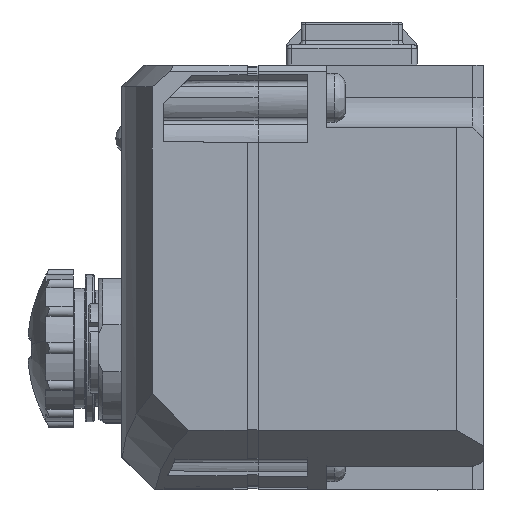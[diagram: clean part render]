
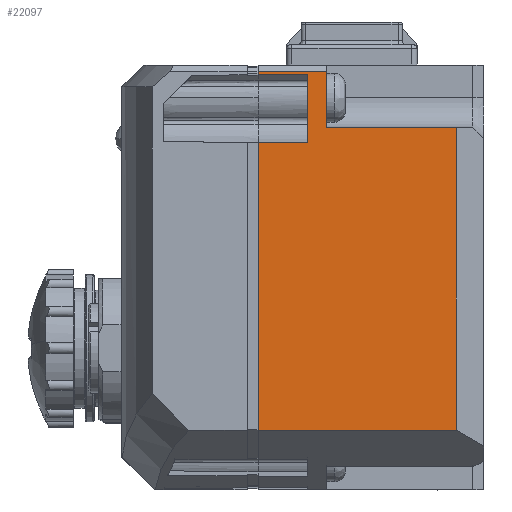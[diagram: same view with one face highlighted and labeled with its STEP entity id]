
A CAD part, left-side view. The second image highlights one B-rep face of the part: STEP entity #22097.
In plain terms, the highlighted planar face has unit normal (-1, 0, 0).
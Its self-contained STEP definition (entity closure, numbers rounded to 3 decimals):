
#48 = VERTEX_POINT ( 'NONE', #30955 ) ;
#272 = CARTESIAN_POINT ( 'NONE',  ( 31.3, 21.9, 19.401 ) ) ;
#362 = LINE ( 'NONE', #33040, #28916 ) ;
#422 = ORIENTED_EDGE ( 'NONE', *, *, #22303, .T. ) ;
#659 = ORIENTED_EDGE ( 'NONE', *, *, #13633, .T. ) ;
#792 = CARTESIAN_POINT ( 'NONE',  ( 31.3, 31., 19.65 ) ) ;
#825 = CARTESIAN_POINT ( 'NONE',  ( 31.3, 31., 13.1 ) ) ;
#1580 = CARTESIAN_POINT ( 'NONE',  ( 31.3, 24.7, 14.5 ) ) ;
#2183 = CARTESIAN_POINT ( 'NONE',  ( 31.3, 24.7, 19.65 ) ) ;
#2430 = DIRECTION ( 'NONE',  ( 0., 1., 0. ) ) ;
#2756 = LINE ( 'NONE', #23847, #16764 ) ;
#3241 = DIRECTION ( 'NONE',  ( 0., 0., 1. ) ) ;
#4660 = CARTESIAN_POINT ( 'NONE',  ( 31.3, 12.8, -13.265 ) ) ;
#5124 = DIRECTION ( 'NONE',  ( 0., 0., 1. ) ) ;
#5227 = LINE ( 'NONE', #9905, #26498 ) ;
#5286 = DIRECTION ( 'NONE',  ( 0., 0., 1. ) ) ;
#5869 = LINE ( 'NONE', #20015, #18968 ) ;
#5955 = DIRECTION ( 'NONE',  ( 0., 0., -1. ) ) ;
#6436 = EDGE_CURVE ( 'NONE', #19840, #8496, #35818, .T. ) ;
#7082 = ORIENTED_EDGE ( 'NONE', *, *, #26013, .T. ) ;
#7513 = CARTESIAN_POINT ( 'NONE',  ( 31.3, 12.8, -13.265 ) ) ;
#7881 = EDGE_CURVE ( 'NONE', #11876, #23237, #2756, .T. ) ;
#8496 = VERTEX_POINT ( 'NONE', #32091 ) ;
#8545 = DIRECTION ( 'NONE',  ( 0., -1., 0. ) ) ;
#8614 = VERTEX_POINT ( 'NONE', #825 ) ;
#8993 = ORIENTED_EDGE ( 'NONE', *, *, #15077, .F. ) ;
#9027 = CARTESIAN_POINT ( 'NONE',  ( 31.3, 12.8, 14.5 ) ) ;
#9180 = DIRECTION ( 'NONE',  ( 0., -1., 0. ) ) ;
#9809 = LINE ( 'NONE', #11601, #10718 ) ;
#9905 = CARTESIAN_POINT ( 'NONE',  ( 31.3, 21.9, 19.65 ) ) ;
#10718 = VECTOR ( 'NONE', #3241, 1000. ) ;
#10921 = CARTESIAN_POINT ( 'NONE',  ( 31.3, 26.5, 16.27 ) ) ;
#10952 = CARTESIAN_POINT ( 'NONE',  ( 31.3, 31., -1.413 ) ) ;
#11601 = CARTESIAN_POINT ( 'NONE',  ( 31.3, 24.7, 3.192 ) ) ;
#11876 = VERTEX_POINT ( 'NONE', #12027 ) ;
#12027 = CARTESIAN_POINT ( 'NONE',  ( 31.3, 31., -13.265 ) ) ;
#12469 = LINE ( 'NONE', #13282, #21509 ) ;
#12921 = EDGE_CURVE ( 'NONE', #11876, #8614, #15665, .T. ) ;
#13036 = PLANE ( 'NONE',  #20413 ) ;
#13282 = CARTESIAN_POINT ( 'NONE',  ( 31.3, 28.75, 13.1 ) ) ;
#13633 = EDGE_CURVE ( 'NONE', #14953, #48, #16114, .T. ) ;
#13769 = ORIENTED_EDGE ( 'NONE', *, *, #7881, .T. ) ;
#14953 = VERTEX_POINT ( 'NONE', #792 ) ;
#15077 = EDGE_CURVE ( 'NONE', #8614, #19840, #12469, .T. ) ;
#15153 = VERTEX_POINT ( 'NONE', #2183 ) ;
#15597 = DIRECTION ( 'NONE',  ( 0., 0., 1. ) ) ;
#15665 = LINE ( 'NONE', #10952, #36920 ) ;
#16114 = LINE ( 'NONE', #29465, #23842 ) ;
#16764 = VECTOR ( 'NONE', #9180, 1000. ) ;
#17288 = ORIENTED_EDGE ( 'NONE', *, *, #6436, .F. ) ;
#17963 = VERTEX_POINT ( 'NONE', #9027 ) ;
#18968 = VECTOR ( 'NONE', #2430, 1000. ) ;
#19840 = VERTEX_POINT ( 'NONE', #20092 ) ;
#20015 = CARTESIAN_POINT ( 'NONE',  ( 31.3, 21.9, 14.5 ) ) ;
#20092 = CARTESIAN_POINT ( 'NONE',  ( 31.3, 26.5, 13.1 ) ) ;
#20103 = ORIENTED_EDGE ( 'NONE', *, *, #30977, .T. ) ;
#20413 = AXIS2_PLACEMENT_3D ( 'NONE', #7513, #30263, #33030 ) ;
#20472 = VECTOR ( 'NONE', #5124, 1000. ) ;
#20560 = EDGE_CURVE ( 'NONE', #23237, #17963, #362, .T. ) ;
#21509 = VECTOR ( 'NONE', #36413, 1000. ) ;
#22097 = ADVANCED_FACE ( 'NONE', ( #30599 ), #13036, .T. ) ;
#22303 = EDGE_CURVE ( 'NONE', #17963, #35671, #5869, .T. ) ;
#23237 = VERTEX_POINT ( 'NONE', #4660 ) ;
#23497 = ORIENTED_EDGE ( 'NONE', *, *, #12921, .F. ) ;
#23842 = VECTOR ( 'NONE', #5955, 1000. ) ;
#23847 = CARTESIAN_POINT ( 'NONE',  ( 31.3, 21.9, -13.265 ) ) ;
#24684 = EDGE_LOOP ( 'NONE', ( #28579, #17288, #8993, #23497, #13769, #29678, #422, #20103, #7082, #659 ) ) ;
#25767 = LINE ( 'NONE', #272, #30264 ) ;
#26013 = EDGE_CURVE ( 'NONE', #15153, #14953, #5227, .T. ) ;
#26498 = VECTOR ( 'NONE', #27375, 1000. ) ;
#27375 = DIRECTION ( 'NONE',  ( 0., 1., 0. ) ) ;
#28579 = ORIENTED_EDGE ( 'NONE', *, *, #29804, .T. ) ;
#28916 = VECTOR ( 'NONE', #15597, 1000. ) ;
#29465 = CARTESIAN_POINT ( 'NONE',  ( 31.3, 31., 3.192 ) ) ;
#29678 = ORIENTED_EDGE ( 'NONE', *, *, #20560, .T. ) ;
#29804 = EDGE_CURVE ( 'NONE', #48, #8496, #25767, .T. ) ;
#30263 = DIRECTION ( 'NONE',  ( -1., 0., 0. ) ) ;
#30264 = VECTOR ( 'NONE', #8545, 1000. ) ;
#30599 = FACE_OUTER_BOUND ( 'NONE', #24684, .T. ) ;
#30955 = CARTESIAN_POINT ( 'NONE',  ( 31.3, 31., 19.401 ) ) ;
#30977 = EDGE_CURVE ( 'NONE', #35671, #15153, #9809, .T. ) ;
#32091 = CARTESIAN_POINT ( 'NONE',  ( 31.3, 26.5, 19.401 ) ) ;
#33030 = DIRECTION ( 'NONE',  ( 0., 0., 1. ) ) ;
#33040 = CARTESIAN_POINT ( 'NONE',  ( 31.3, 12.8, 3.192 ) ) ;
#35671 = VERTEX_POINT ( 'NONE', #1580 ) ;
#35818 = LINE ( 'NONE', #10921, #20472 ) ;
#36413 = DIRECTION ( 'NONE',  ( 0., -1., 0. ) ) ;
#36920 = VECTOR ( 'NONE', #5286, 1000. ) ;
